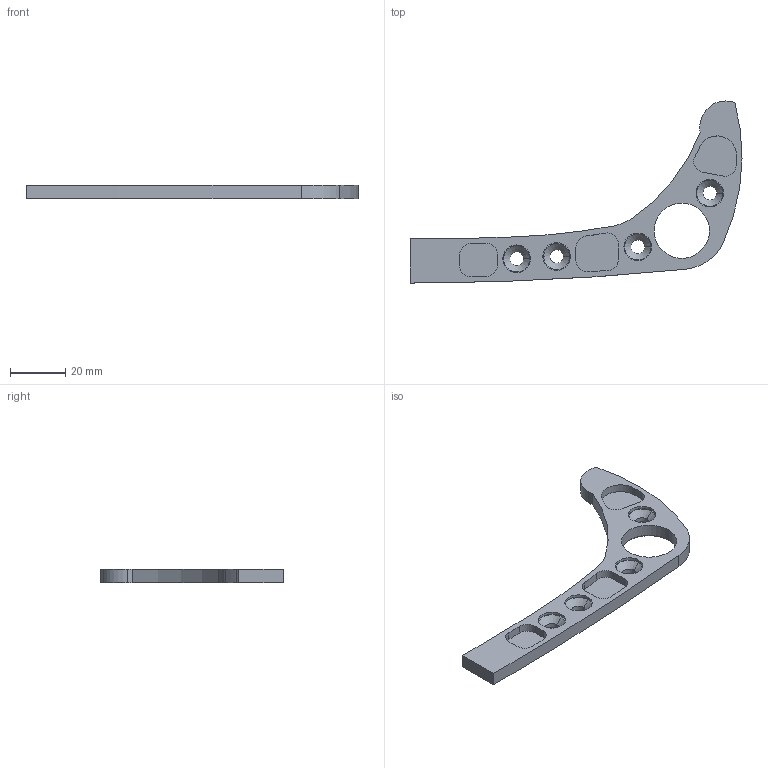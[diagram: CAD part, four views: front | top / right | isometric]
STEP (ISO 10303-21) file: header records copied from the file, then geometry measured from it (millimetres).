
FILE_DESCRIPTION (( 'STEP AP214' ), '1' );
FILE_NAME ('DR1103L.STEP', '2021-08-24T20:52:20', ( '' ), ( '' ), 'SwSTEP 2.0', 'SolidWorks 2021', '' );
FILE_SCHEMA (( 'AUTOMOTIVE_DESIGN' ));
Length unit declared in the file: millimetre
Products named in the file (1): DR1103L
Bounding box: 120.29 x 65.99 x 5 mm (x, y, z)
Volume: 10124.1 mm3; surface area: 7535.3 mm2
Topology: 1 solids, 1 shells, 70 faces, 173 edges, 112 vertices
Faces by surface type: cylinder 45, plane 15, cone 10
Entity records: 2171 total; most frequent: DIRECTION 415, CARTESIAN_POINT 356, ORIENTED_EDGE 346, EDGE_CURVE 173, AXIS2_PLACEMENT_3D 171, VERTEX_POINT 112, CIRCLE 100, EDGE_LOOP 87
